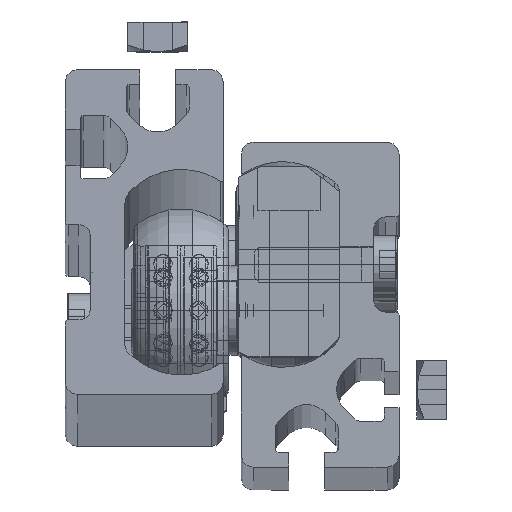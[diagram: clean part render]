
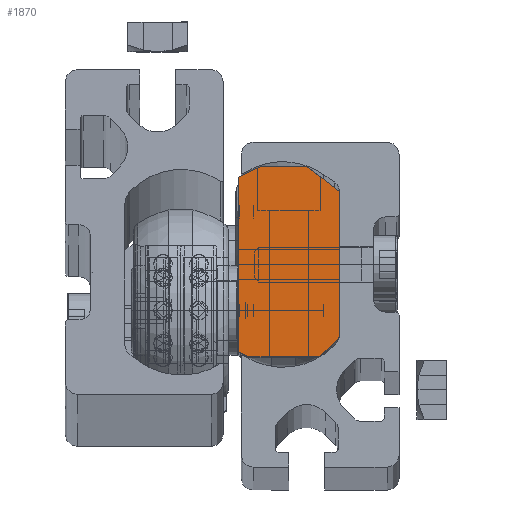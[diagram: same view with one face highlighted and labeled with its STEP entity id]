
A CAD part, top view. The second image highlights one B-rep face of the part: STEP entity #1870.
In plain terms, the highlighted face is planar.
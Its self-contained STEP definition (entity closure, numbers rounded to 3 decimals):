
#250 = VERTEX_POINT ( 'NONE', #18506 ) ;
#364 = DIRECTION ( 'NONE',  ( 0., 0.616, -0.788 ) ) ;
#1124 = ORIENTED_EDGE ( 'NONE', *, *, #19143, .T. ) ;
#1520 = EDGE_LOOP ( 'NONE', ( #20476, #13385, #6494, #1124, #7224, #6513, #11310, #6607 ) ) ;
#1544 = DIRECTION ( 'NONE',  ( 0., -0.423, -0.906 ) ) ;
#1870 = ADVANCED_FACE ( 'NONE', ( #8822 ), #2386, .T. ) ;
#2386 = PLANE ( 'NONE',  #11698 ) ;
#2441 = VECTOR ( 'NONE', #14364, 1000. ) ;
#2550 = VECTOR ( 'NONE', #8114, 1000. ) ;
#2612 = CARTESIAN_POINT ( 'NONE',  ( -19., -14.661, -8.5 ) ) ;
#2873 = DIRECTION ( 'NONE',  ( 0., 0., 1. ) ) ;
#3090 = LINE ( 'NONE', #11092, #19928 ) ;
#3382 = EDGE_CURVE ( 'NONE', #11870, #17998, #6516, .T. ) ;
#3446 = CARTESIAN_POINT ( 'NONE',  ( -19., -15.5, 5.2 ) ) ;
#4003 = EDGE_CURVE ( 'NONE', #8762, #4939, #14648, .T. ) ;
#4301 = VECTOR ( 'NONE', #1544, 1000. ) ;
#4716 = LINE ( 'NONE', #9499, #2441 ) ;
#4939 = VERTEX_POINT ( 'NONE', #7311 ) ;
#5084 = CARTESIAN_POINT ( 'NONE',  ( -19., 16.5, -4.6 ) ) ;
#5125 = VECTOR ( 'NONE', #20298, 1000. ) ;
#5425 = DIRECTION ( 'NONE',  ( -1., 0., 0. ) ) ;
#6442 = EDGE_CURVE ( 'NONE', #4939, #16325, #8256, .T. ) ;
#6494 = ORIENTED_EDGE ( 'NONE', *, *, #3382, .T. ) ;
#6513 = ORIENTED_EDGE ( 'NONE', *, *, #12570, .F. ) ;
#6516 = LINE ( 'NONE', #5084, #4301 ) ;
#6607 = ORIENTED_EDGE ( 'NONE', *, *, #4003, .T. ) ;
#7224 = ORIENTED_EDGE ( 'NONE', *, *, #10357, .T. ) ;
#7311 = CARTESIAN_POINT ( 'NONE',  ( -19., 12.203, 8.5 ) ) ;
#7438 = EDGE_CURVE ( 'NONE', #11870, #16325, #10979, .T. ) ;
#8101 = CARTESIAN_POINT ( 'NONE',  ( -19., -12.2, 8.5 ) ) ;
#8114 = DIRECTION ( 'NONE',  ( 0., 0., -1. ) ) ;
#8256 = LINE ( 'NONE', #14598, #13924 ) ;
#8762 = VERTEX_POINT ( 'NONE', #19584 ) ;
#8822 = FACE_OUTER_BOUND ( 'NONE', #1520, .T. ) ;
#9499 = CARTESIAN_POINT ( 'NONE',  ( -19., 14.681, -8.5 ) ) ;
#10357 = EDGE_CURVE ( 'NONE', #12774, #17637, #12398, .T. ) ;
#10489 = DIRECTION ( 'NONE',  ( 0., 0., 1. ) ) ;
#10979 = LINE ( 'NONE', #15553, #12977 ) ;
#11092 = CARTESIAN_POINT ( 'NONE',  ( -19., -12.2, 8.5 ) ) ;
#11310 = ORIENTED_EDGE ( 'NONE', *, *, #15480, .F. ) ;
#11349 = LINE ( 'NONE', #3446, #2550 ) ;
#11698 = AXIS2_PLACEMENT_3D ( 'NONE', #16922, #5425, #10489 ) ;
#11870 = VERTEX_POINT ( 'NONE', #15386 ) ;
#12398 = LINE ( 'NONE', #2612, #5125 ) ;
#12570 = EDGE_CURVE ( 'NONE', #250, #17637, #11349, .T. ) ;
#12774 = VERTEX_POINT ( 'NONE', #13413 ) ;
#12977 = VECTOR ( 'NONE', #2873, 1000. ) ;
#13385 = ORIENTED_EDGE ( 'NONE', *, *, #7438, .F. ) ;
#13413 = CARTESIAN_POINT ( 'NONE',  ( -19., -14.661, -8.5 ) ) ;
#13924 = VECTOR ( 'NONE', #364, 1000. ) ;
#14097 = DIRECTION ( 'NONE',  ( 0., -0.707, -0.707 ) ) ;
#14364 = DIRECTION ( 'NONE',  ( 0., -1., 0. ) ) ;
#14598 = CARTESIAN_POINT ( 'NONE',  ( -19., 12.203, 8.5 ) ) ;
#14648 = LINE ( 'NONE', #8101, #15884 ) ;
#14900 = CARTESIAN_POINT ( 'NONE',  ( -19., 14.681, -8.5 ) ) ;
#15236 = CARTESIAN_POINT ( 'NONE',  ( -19., -15.5, -6.7 ) ) ;
#15386 = CARTESIAN_POINT ( 'NONE',  ( -19., 16.5, -4.6 ) ) ;
#15480 = EDGE_CURVE ( 'NONE', #8762, #250, #3090, .T. ) ;
#15553 = CARTESIAN_POINT ( 'NONE',  ( -19., 16.5, -4.6 ) ) ;
#15884 = VECTOR ( 'NONE', #17768, 1000. ) ;
#16325 = VERTEX_POINT ( 'NONE', #17659 ) ;
#16922 = CARTESIAN_POINT ( 'NONE',  ( -19., 1.5, 22.2 ) ) ;
#17637 = VERTEX_POINT ( 'NONE', #15236 ) ;
#17659 = CARTESIAN_POINT ( 'NONE',  ( -19., 16.5, 3. ) ) ;
#17768 = DIRECTION ( 'NONE',  ( 0., 1., 0. ) ) ;
#17998 = VERTEX_POINT ( 'NONE', #14900 ) ;
#18506 = CARTESIAN_POINT ( 'NONE',  ( -19., -15.5, 5.2 ) ) ;
#19143 = EDGE_CURVE ( 'NONE', #17998, #12774, #4716, .T. ) ;
#19584 = CARTESIAN_POINT ( 'NONE',  ( -19., -12.2, 8.5 ) ) ;
#19928 = VECTOR ( 'NONE', #14097, 1000. ) ;
#20298 = DIRECTION ( 'NONE',  ( 0., -0.423, 0.906 ) ) ;
#20476 = ORIENTED_EDGE ( 'NONE', *, *, #6442, .T. ) ;
